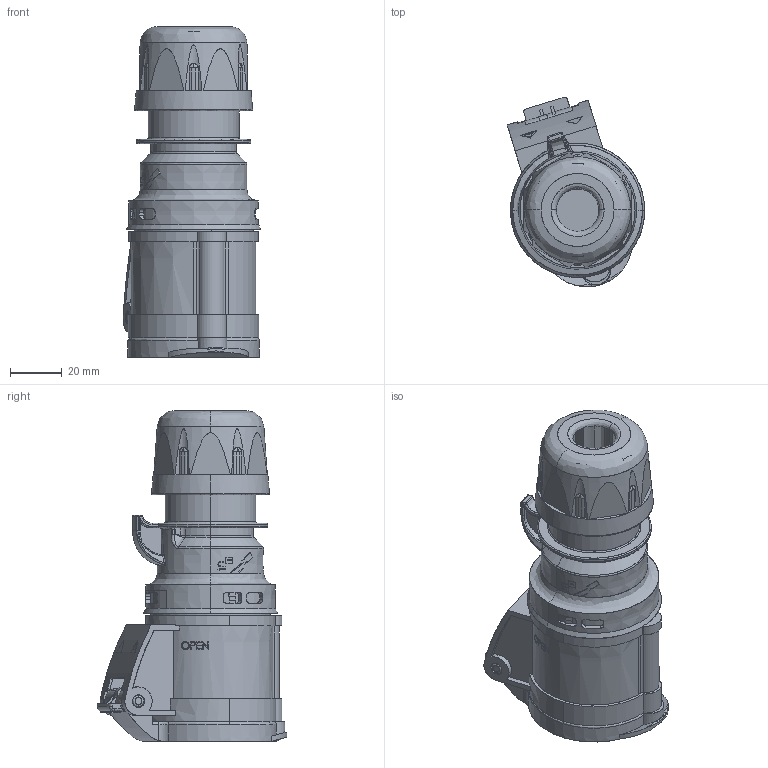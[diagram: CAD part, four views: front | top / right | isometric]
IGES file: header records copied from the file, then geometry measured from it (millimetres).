
Start section: SolidWorks IGES file using analytic representation for surfaces
Global section: file name: 84331205.IGS; native system: SolidWorks 2019; preprocessor: SolidWorks 2019; author: DGoodwin; date: 190603.165806; units: millimetre
Bounding box: 53.04 x 73.08 x 127.5 mm (x, y, z)
Surface area: 66293.6 mm2 (no closed solid volume)
Topology: 0 solids, 0 shells, 917 faces, 10770 edges, 10752 vertices
Faces by surface type: bspline 635, revolution 282
